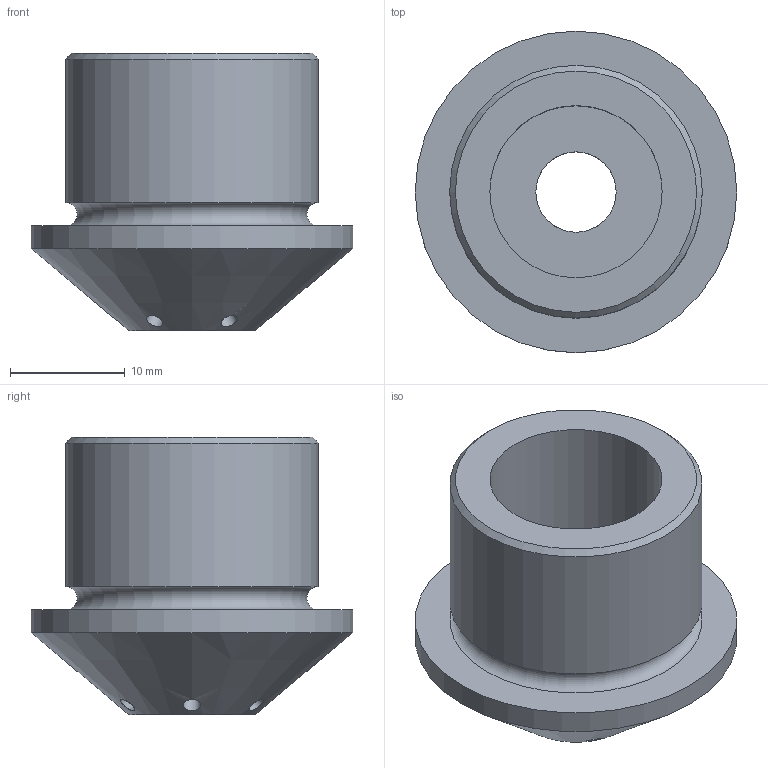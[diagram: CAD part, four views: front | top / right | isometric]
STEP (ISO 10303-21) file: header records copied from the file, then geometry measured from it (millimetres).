
FILE_DESCRIPTION(/* description */ (''),/* implementation_level */ '2;1');
FILE_NAME(/* name */ 'TWR.2A.4.03.02.007_igniter_nozzle.stp',/* time_stamp */ '2023-04-17T04:01:50+02:00',/* author */ (''),/* organization */ (''),/* preprocessor_version */ 'ST-DEVELOPER v18.101',/* originating_system */ 'SIEMENS PLM Software NX 2011',/* authorisation */ '');
FILE_SCHEMA (('AUTOMOTIVE_DESIGN { 1 0 10303 214 3 1 1 1 }'));
Length unit declared in the file: millimetre
Products named in the file (1): dysza_zaplonnik
Bounding box: 28 x 28 x 24.13 mm (x, y, z)
Volume: 5739.1 mm3; surface area: 3638.9 mm2
Topology: 1 solids, 1 shells, 17 faces, 47 edges, 32 vertices
Faces by surface type: cylinder 10, plane 4, cone 2, torus 1
Full cylindrical faces by diameter (mm): 1.5 x6, 7 x1, 15 x1, 22 x1, 28 x1
Entity records: 1122 total; most frequent: CARTESIAN_POINT 766, DIRECTION 58, FACE_BOUND 46, EDGE_LOOP 46, ORIENTED_EDGE 46, AXIS2_PLACEMENT_3D 29, VERTEX_POINT 23, EDGE_CURVE 23
